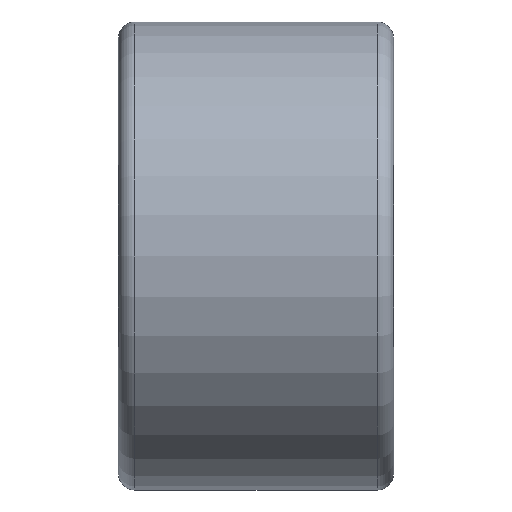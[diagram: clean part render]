
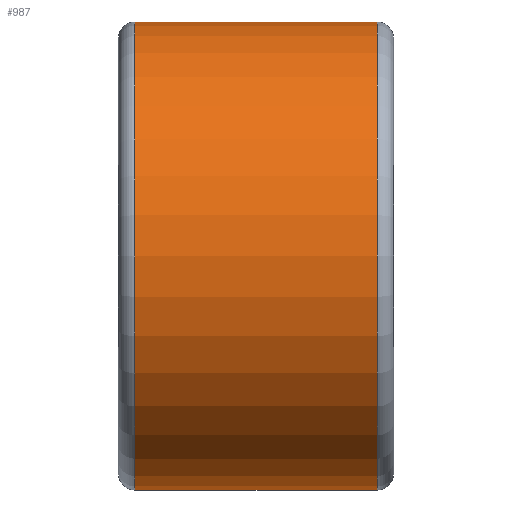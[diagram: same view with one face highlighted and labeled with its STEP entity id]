
A CAD part, front view. The second image highlights one B-rep face of the part: STEP entity #987.
In plain terms, the highlighted cylindrical face has radius 42.5 mm (diameter 85 mm), a partial arc.
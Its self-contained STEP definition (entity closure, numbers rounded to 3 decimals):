
#70 = DIRECTION ( 'NONE',  ( 0., 0., 1. ) ) ;
#116 = LINE ( 'NONE', #1588, #3130 ) ;
#412 = CIRCLE ( 'NONE', #1073, 42.5 ) ;
#432 = CARTESIAN_POINT ( 'NONE',  ( 47., 0., -42.5 ) ) ;
#759 = AXIS2_PLACEMENT_3D ( 'NONE', #3437, #3696, #929 ) ;
#929 = DIRECTION ( 'NONE',  ( 0., 0., 1. ) ) ;
#987 = ADVANCED_FACE ( 'NONE', ( #3668 ), #1160, .T. ) ;
#1012 = CARTESIAN_POINT ( 'NONE',  ( 0., 0., 42.5 ) ) ;
#1073 = AXIS2_PLACEMENT_3D ( 'NONE', #2505, #2519, #2560 ) ;
#1116 = EDGE_CURVE ( 'NONE', #4671, #2446, #412, .T. ) ;
#1149 = AXIS2_PLACEMENT_3D ( 'NONE', #4802, #2436, #70 ) ;
#1160 = CYLINDRICAL_SURFACE ( 'NONE', #759, 42.5 ) ;
#1303 = DIRECTION ( 'NONE',  ( -1., 0., 0. ) ) ;
#1307 = EDGE_CURVE ( 'NONE', #4828, #2446, #116, .T. ) ;
#1588 = CARTESIAN_POINT ( 'NONE',  ( 0., 0., -42.5 ) ) ;
#1795 = DIRECTION ( 'NONE',  ( -1., 0., 0. ) ) ;
#1896 = VERTEX_POINT ( 'NONE', #2252 ) ;
#1963 = EDGE_LOOP ( 'NONE', ( #3613, #2076, #4885, #3474 ) ) ;
#2076 = ORIENTED_EDGE ( 'NONE', *, *, #4361, .T. ) ;
#2252 = CARTESIAN_POINT ( 'NONE',  ( 47., 0., 42.5 ) ) ;
#2349 = LINE ( 'NONE', #1012, #4440 ) ;
#2436 = DIRECTION ( 'NONE',  ( -1., 0., 0. ) ) ;
#2446 = VERTEX_POINT ( 'NONE', #4682 ) ;
#2505 = CARTESIAN_POINT ( 'NONE',  ( 3., 0., 0. ) ) ;
#2519 = DIRECTION ( 'NONE',  ( 1., 0., 0. ) ) ;
#2560 = DIRECTION ( 'NONE',  ( 0., 0., -1. ) ) ;
#2903 = CIRCLE ( 'NONE', #1149, 42.5 ) ;
#3130 = VECTOR ( 'NONE', #1303, 1000. ) ;
#3437 = CARTESIAN_POINT ( 'NONE',  ( 0., 0., 0. ) ) ;
#3474 = ORIENTED_EDGE ( 'NONE', *, *, #1116, .T. ) ;
#3613 = ORIENTED_EDGE ( 'NONE', *, *, #1307, .F. ) ;
#3668 = FACE_OUTER_BOUND ( 'NONE', #1963, .T. ) ;
#3696 = DIRECTION ( 'NONE',  ( -1., 0., 0. ) ) ;
#4310 = CARTESIAN_POINT ( 'NONE',  ( 3., 0., 42.5 ) ) ;
#4361 = EDGE_CURVE ( 'NONE', #4828, #1896, #2903, .T. ) ;
#4440 = VECTOR ( 'NONE', #1795, 1000. ) ;
#4671 = VERTEX_POINT ( 'NONE', #4310 ) ;
#4682 = CARTESIAN_POINT ( 'NONE',  ( 3., 0., -42.5 ) ) ;
#4802 = CARTESIAN_POINT ( 'NONE',  ( 47., 0., 0. ) ) ;
#4828 = VERTEX_POINT ( 'NONE', #432 ) ;
#4885 = ORIENTED_EDGE ( 'NONE', *, *, #5075, .T. ) ;
#5075 = EDGE_CURVE ( 'NONE', #1896, #4671, #2349, .T. ) ;
